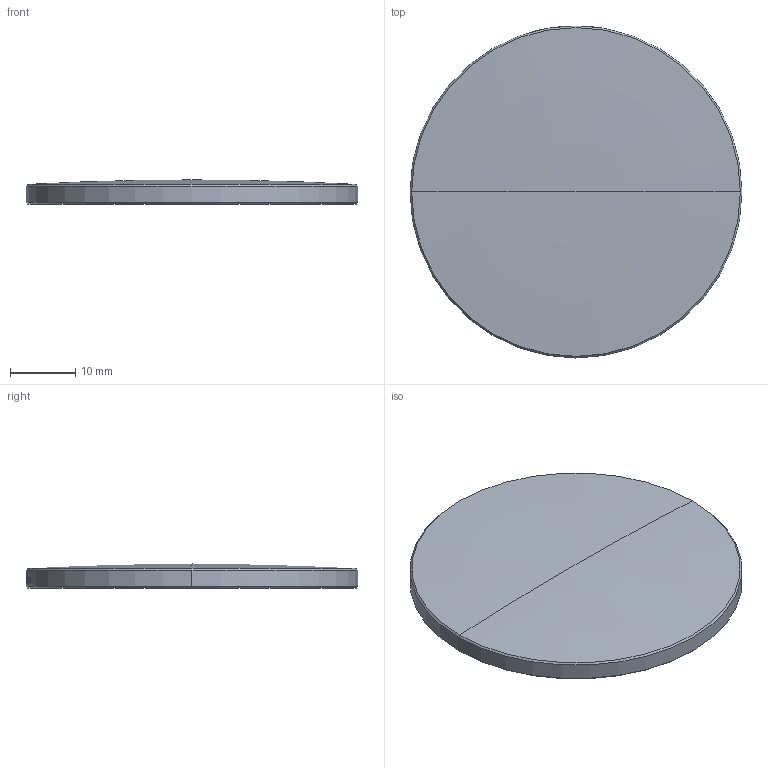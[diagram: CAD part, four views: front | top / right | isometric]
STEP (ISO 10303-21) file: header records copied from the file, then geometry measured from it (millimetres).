
FILE_DESCRIPTION (( 'STEP AP214' ), '1' );
FILE_NAME ('CTN017912-E0W.STEP', '2022-03-03T09:19:07', ( '' ), ( '' ), 'SwSTEP 2.0', 'SolidWorks 2018', '' );
FILE_SCHEMA (( 'AUTOMOTIVE_DESIGN' ));
Length unit declared in the file: millimetre
Products named in the file (1): CTN017912-E0W
Bounding box: 50.8 x 50.8 x 3.7 mm (x, y, z)
Volume: 6780.7 mm3; surface area: 4488.6 mm2
Topology: 1 solids, 1 shells, 25 faces, 177 edges, 168 vertices
Faces by surface type: cylinder 18, cone 4, torus 2, plane 1
Entity records: 3014 total; most frequent: CARTESIAN_POINT 1460, ORIENTED_EDGE 350, EDGE_CURVE 175, VERTEX_POINT 168, DIRECTION 152, B_SPLINE_CURVE_WITH_KNOTS 112, AXIS2_PLACEMENT_3D 63, EDGE_LOOP 41
